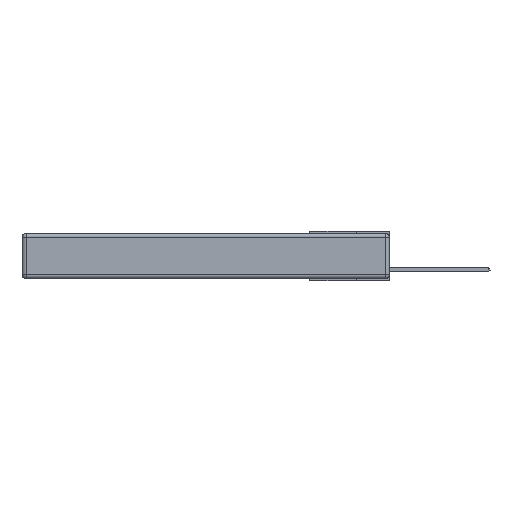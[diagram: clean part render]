
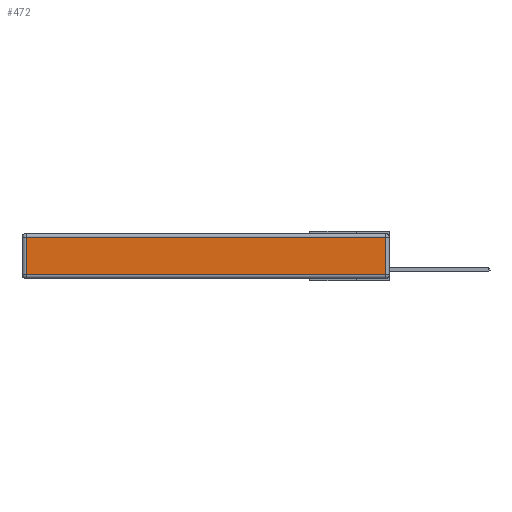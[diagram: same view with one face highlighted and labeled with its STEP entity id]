
A CAD part, left-side view. The second image highlights one B-rep face of the part: STEP entity #472.
In plain terms, the highlighted planar face has unit normal (-1, 0, 0).
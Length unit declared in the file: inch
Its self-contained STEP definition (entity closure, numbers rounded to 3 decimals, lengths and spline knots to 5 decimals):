
#207 = VECTOR ( 'NONE', #7078, 39.37008 ) ;
#472 = ADVANCED_FACE ( 'NONE', ( #19233 ), #2341, .T. ) ;
#767 = CARTESIAN_POINT ( 'NONE',  ( 0., 0.03, -0.313 ) ) ;
#1003 = ORIENTED_EDGE ( 'NONE', *, *, #15390, .T. ) ;
#2341 = PLANE ( 'NONE',  #7261 ) ;
#2416 = CARTESIAN_POINT ( 'NONE',  ( 0., 2.75, -0.03 ) ) ;
#2457 = EDGE_CURVE ( 'NONE', #9578, #3979, #5784, .T. ) ;
#3030 = VERTEX_POINT ( 'NONE', #26466 ) ;
#3979 = VERTEX_POINT ( 'NONE', #767 ) ;
#4167 = ORIENTED_EDGE ( 'NONE', *, *, #8390, .T. ) ;
#4272 = EDGE_CURVE ( 'NONE', #3979, #3030, #12838, .T. ) ;
#5784 = LINE ( 'NONE', #21686, #207 ) ;
#7078 = DIRECTION ( 'NONE',  ( 0., -1., 0. ) ) ;
#7261 = AXIS2_PLACEMENT_3D ( 'NONE', #24662, #22429, #12552 ) ;
#7290 = VECTOR ( 'NONE', #18336, 39.37008 ) ;
#8359 = VERTEX_POINT ( 'NONE', #14916 ) ;
#8390 = EDGE_CURVE ( 'NONE', #3030, #8359, #21482, .T. ) ;
#9578 = VERTEX_POINT ( 'NONE', #11308 ) ;
#11308 = CARTESIAN_POINT ( 'NONE',  ( 0., 2.72, -0.313 ) ) ;
#11434 = LINE ( 'NONE', #12422, #24211 ) ;
#12422 = CARTESIAN_POINT ( 'NONE',  ( 0., 2.72, -0.343 ) ) ;
#12552 = DIRECTION ( 'NONE',  ( 0., 0., 1. ) ) ;
#12838 = LINE ( 'NONE', #18055, #7290 ) ;
#13794 = ORIENTED_EDGE ( 'NONE', *, *, #2457, .T. ) ;
#14916 = CARTESIAN_POINT ( 'NONE',  ( 0., 2.72, -0.03 ) ) ;
#15390 = EDGE_CURVE ( 'NONE', #8359, #9578, #11434, .T. ) ;
#16658 = DIRECTION ( 'NONE',  ( 0., 0., -1. ) ) ;
#18055 = CARTESIAN_POINT ( 'NONE',  ( 0., 0.03, -0.343 ) ) ;
#18336 = DIRECTION ( 'NONE',  ( 0., 0., 1. ) ) ;
#18937 = VECTOR ( 'NONE', #25175, 39.37008 ) ;
#19233 = FACE_OUTER_BOUND ( 'NONE', #24792, .T. ) ;
#21482 = LINE ( 'NONE', #2416, #18937 ) ;
#21686 = CARTESIAN_POINT ( 'NONE',  ( 0., 0., -0.313 ) ) ;
#22429 = DIRECTION ( 'NONE',  ( -1., 0., 0. ) ) ;
#24211 = VECTOR ( 'NONE', #16658, 39.37008 ) ;
#24662 = CARTESIAN_POINT ( 'NONE',  ( 0., 0., -0.343 ) ) ;
#24792 = EDGE_LOOP ( 'NONE', ( #13794, #27062, #4167, #1003 ) ) ;
#25175 = DIRECTION ( 'NONE',  ( 0., 1., 0. ) ) ;
#26466 = CARTESIAN_POINT ( 'NONE',  ( 0., 0.03, -0.03 ) ) ;
#27062 = ORIENTED_EDGE ( 'NONE', *, *, #4272, .T. ) ;
